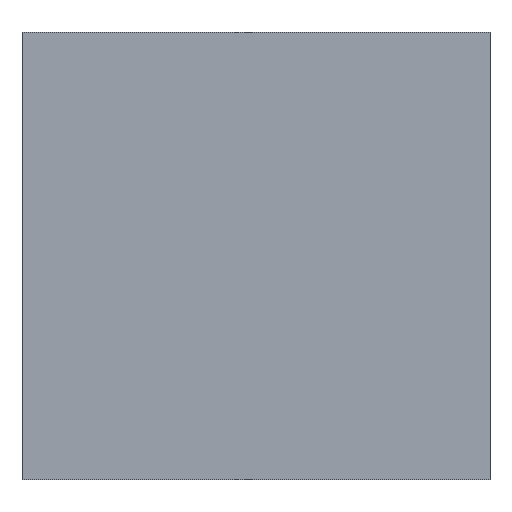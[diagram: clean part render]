
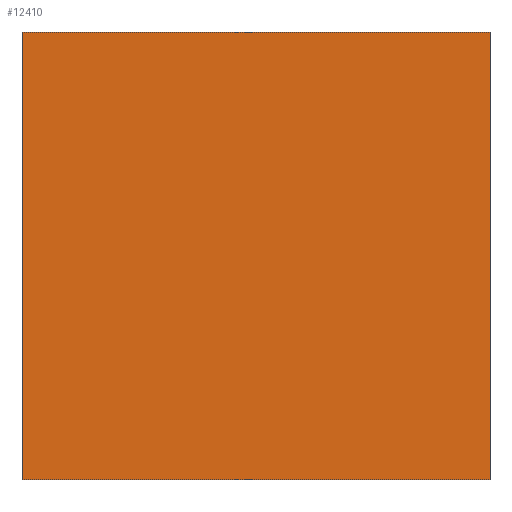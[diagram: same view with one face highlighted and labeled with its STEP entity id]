
A CAD part, front view. The second image highlights one B-rep face of the part: STEP entity #12410.
In plain terms, the highlighted planar face has unit normal (0, -1, 0).
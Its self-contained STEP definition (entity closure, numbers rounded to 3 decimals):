
#909=FACE_OUTER_BOUND('',#1588,.T.);
#1588=EDGE_LOOP('',(#8694,#8695,#8696,#8697));
#2459=LINE('',#16952,#3930);
#2460=LINE('',#16954,#3931);
#2461=LINE('',#16956,#3932);
#2462=LINE('',#16957,#3933);
#3930=VECTOR('',#14067,10.);
#3931=VECTOR('',#14068,10.);
#3932=VECTOR('',#14069,10.);
#3933=VECTOR('',#14070,10.);
#5337=VERTEX_POINT('',#16950);
#5338=VERTEX_POINT('',#16951);
#5339=VERTEX_POINT('',#16953);
#5340=VERTEX_POINT('',#16955);
#6629=EDGE_CURVE('',#5337,#5338,#2459,.T.);
#6630=EDGE_CURVE('',#5338,#5339,#2460,.T.);
#6631=EDGE_CURVE('',#5339,#5340,#2461,.T.);
#6632=EDGE_CURVE('',#5340,#5337,#2462,.T.);
#8694=ORIENTED_EDGE('',*,*,#6629,.T.);
#8695=ORIENTED_EDGE('',*,*,#6630,.T.);
#8696=ORIENTED_EDGE('',*,*,#6631,.T.);
#8697=ORIENTED_EDGE('',*,*,#6632,.T.);
#11920=PLANE('',#13103);
#12410=ADVANCED_FACE('',(#909),#11920,.T.);
#13103=AXIS2_PLACEMENT_3D('',#16949,#14065,#14066);
#14065=DIRECTION('center_axis',(0.,-1.,0.));
#14066=DIRECTION('ref_axis',(0.,0.,-1.));
#14067=DIRECTION('',(0.,0.,-1.));
#14068=DIRECTION('',(1.,0.,0.));
#14069=DIRECTION('',(0.,0.,1.));
#14070=DIRECTION('',(-1.,0.,0.));
#16949=CARTESIAN_POINT('Origin',(0.15,-3.64,0.));
#16950=CARTESIAN_POINT('',(-44.925,-3.64,43.075));
#16951=CARTESIAN_POINT('',(-44.925,-3.64,-43.075));
#16952=CARTESIAN_POINT('',(-44.925,-3.64,43.075));
#16953=CARTESIAN_POINT('',(45.225,-3.64,-43.075));
#16954=CARTESIAN_POINT('',(-44.925,-3.64,-43.075));
#16955=CARTESIAN_POINT('',(45.225,-3.64,43.075));
#16956=CARTESIAN_POINT('',(45.225,-3.64,-43.075));
#16957=CARTESIAN_POINT('',(45.225,-3.64,43.075));
